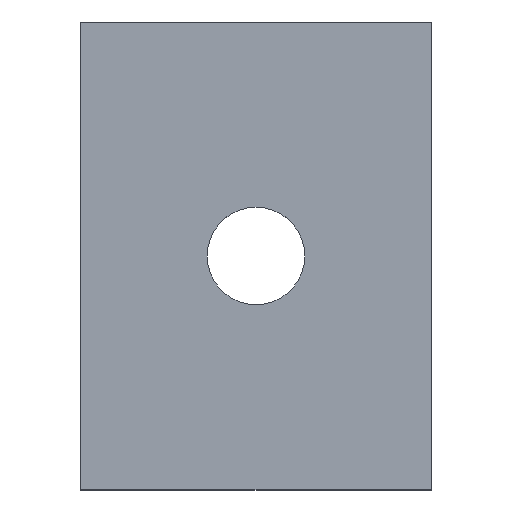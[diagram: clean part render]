
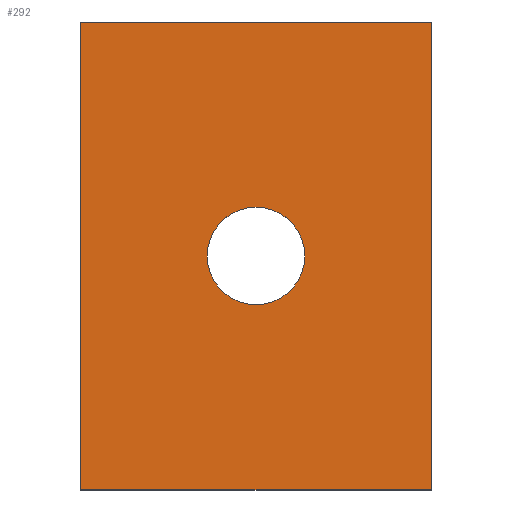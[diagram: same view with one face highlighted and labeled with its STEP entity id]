
A CAD part, top view. The second image highlights one B-rep face of the part: STEP entity #292.
In plain terms, the highlighted planar face has unit normal (0, 0, 1).
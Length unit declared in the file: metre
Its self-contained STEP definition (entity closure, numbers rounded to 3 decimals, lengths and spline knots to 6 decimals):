
#13=CIRCLE('',#323,0.0075);
#39=ORIENTED_EDGE('',*,*,#107,.F.);
#40=ORIENTED_EDGE('',*,*,#100,.F.);
#41=ORIENTED_EDGE('',*,*,#103,.T.);
#42=ORIENTED_EDGE('',*,*,#105,.T.);
#43=ORIENTED_EDGE('',*,*,#106,.F.);
#100=EDGE_CURVE('',#137,#138,#164,.T.);
#103=EDGE_CURVE('',#137,#139,#167,.T.);
#105=EDGE_CURVE('',#139,#140,#169,.T.);
#106=EDGE_CURVE('',#138,#140,#170,.T.);
#107=EDGE_CURVE('',#141,#141,#13,.T.);
#137=VERTEX_POINT('',#432);
#138=VERTEX_POINT('',#434);
#139=VERTEX_POINT('',#438);
#140=VERTEX_POINT('',#442);
#141=VERTEX_POINT('',#448);
#164=LINE('',#433,#200);
#167=LINE('',#439,#203);
#169=LINE('',#443,#205);
#170=LINE('',#445,#206);
#200=VECTOR('',#351,1.);
#203=VECTOR('',#356,1.);
#205=VECTOR('',#360,1.);
#206=VECTOR('',#363,1.);
#233=EDGE_LOOP('',(#39));
#234=EDGE_LOOP('',(#40,#41,#42,#43));
#255=FACE_BOUND('',#233,.T.);
#256=FACE_BOUND('',#234,.T.);
#276=PLANE('',#322);
#292=ADVANCED_FACE('',(#255,#256),#276,.T.);
#322=AXIS2_PLACEMENT_3D('',#446,#364,#365);
#323=AXIS2_PLACEMENT_3D('',#447,#366,#367);
#351=DIRECTION('',(0.,1.,0.));
#356=DIRECTION('',(1.,0.,0.));
#360=DIRECTION('',(0.,1.,0.));
#363=DIRECTION('',(1.,0.,0.));
#364=DIRECTION('',(0.,0.,1.));
#365=DIRECTION('',(1.,0.,0.));
#366=DIRECTION('',(0.,0.,1.));
#367=DIRECTION('',(1.,0.,0.));
#432=CARTESIAN_POINT('',(0.,0.,0.007));
#433=CARTESIAN_POINT('',(0.,0.036,0.007));
#434=CARTESIAN_POINT('',(0.,0.072,0.007));
#438=CARTESIAN_POINT('',(0.054,0.,0.007));
#439=CARTESIAN_POINT('',(0.027,0.,0.007));
#442=CARTESIAN_POINT('',(0.054,0.072,0.007));
#443=CARTESIAN_POINT('',(0.054,0.036,0.007));
#445=CARTESIAN_POINT('',(0.027,0.072,0.007));
#446=CARTESIAN_POINT('',(0.027,0.036,0.007));
#447=CARTESIAN_POINT('',(0.027,0.036,0.007));
#448=CARTESIAN_POINT('',(0.0345,0.036,0.007));
